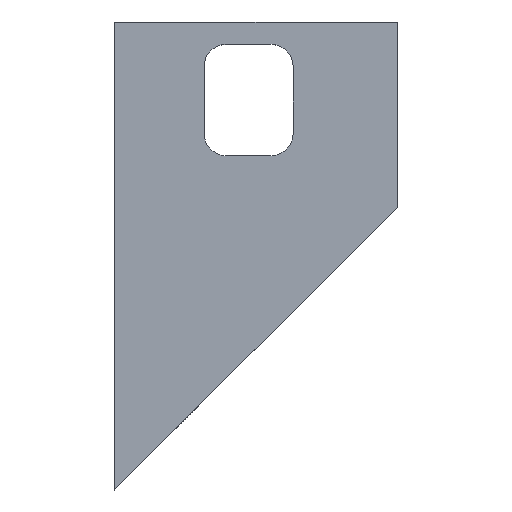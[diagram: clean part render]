
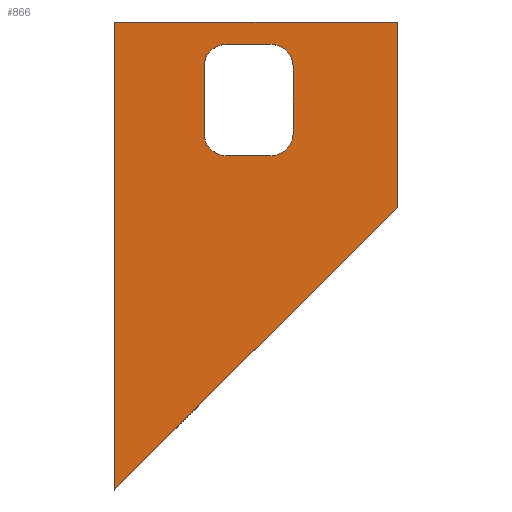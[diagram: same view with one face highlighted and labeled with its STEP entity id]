
A CAD part, top view. The second image highlights one B-rep face of the part: STEP entity #866.
In plain terms, the highlighted planar face has unit normal (0, 0, 1).
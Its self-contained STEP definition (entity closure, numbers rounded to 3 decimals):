
#11 = VECTOR ( 'NONE', #348, 1000. ) ;
#34 = CARTESIAN_POINT ( 'NONE',  ( -26., -6., 5. ) ) ;
#40 = ORIENTED_EDGE ( 'NONE', *, *, #790, .T. ) ;
#45 = DIRECTION ( 'NONE',  ( -1., 0., 0. ) ) ;
#50 = CARTESIAN_POINT ( 'NONE',  ( -17., -3., 5. ) ) ;
#58 = EDGE_CURVE ( 'NONE', #795, #542, #149, .T. ) ;
#63 = VERTEX_POINT ( 'NONE', #910 ) ;
#91 = DIRECTION ( 'NONE',  ( 0., -1., 0. ) ) ;
#110 = AXIS2_PLACEMENT_3D ( 'NONE', #961, #273, #45 ) ;
#111 = ORIENTED_EDGE ( 'NONE', *, *, #704, .T. ) ;
#119 = DIRECTION ( 'NONE',  ( 1., 0., 0. ) ) ;
#127 = DIRECTION ( 'NONE',  ( 0., 0., 1. ) ) ;
#145 = ORIENTED_EDGE ( 'NONE', *, *, #58, .T. ) ;
#148 = CARTESIAN_POINT ( 'NONE',  ( -14., -6., 5. ) ) ;
#149 = LINE ( 'NONE', #287, #475 ) ;
#179 = VECTOR ( 'NONE', #91, 1000. ) ;
#181 = DIRECTION ( 'NONE',  ( -1., 0., 0. ) ) ;
#185 = LINE ( 'NONE', #497, #326 ) ;
#197 = VERTEX_POINT ( 'NONE', #390 ) ;
#208 = LINE ( 'NONE', #148, #782 ) ;
#209 = EDGE_CURVE ( 'NONE', #673, #63, #642, .T. ) ;
#219 = ORIENTED_EDGE ( 'NONE', *, *, #529, .T. ) ;
#233 = VERTEX_POINT ( 'NONE', #792 ) ;
#236 = ORIENTED_EDGE ( 'NONE', *, *, #594, .T. ) ;
#242 = VECTOR ( 'NONE', #336, 1000. ) ;
#247 = EDGE_LOOP ( 'NONE', ( #582, #360, #911, #777 ) ) ;
#254 = CARTESIAN_POINT ( 'NONE',  ( -38., -63., 5. ) ) ;
#270 = LINE ( 'NONE', #34, #11 ) ;
#273 = DIRECTION ( 'NONE',  ( 0., 0., -1. ) ) ;
#274 = CIRCLE ( 'NONE', #110, 3. ) ;
#277 = AXIS2_PLACEMENT_3D ( 'NONE', #964, #664, #181 ) ;
#280 = VERTEX_POINT ( 'NONE', #353 ) ;
#287 = CARTESIAN_POINT ( 'NONE',  ( -17., -3., 5. ) ) ;
#294 = VERTEX_POINT ( 'NONE', #666 ) ;
#300 = DIRECTION ( 'NONE',  ( 1., 0., 0. ) ) ;
#310 = DIRECTION ( 'NONE',  ( 1., 0., 0. ) ) ;
#316 = ORIENTED_EDGE ( 'NONE', *, *, #364, .T. ) ;
#326 = VECTOR ( 'NONE', #508, 1000. ) ;
#336 = DIRECTION ( 'NONE',  ( 0.707, 0.707, 0. ) ) ;
#339 = CARTESIAN_POINT ( 'NONE',  ( -17., -15., 5. ) ) ;
#348 = DIRECTION ( 'NONE',  ( 0., 1., 0. ) ) ;
#353 = CARTESIAN_POINT ( 'NONE',  ( -23., -18., 5. ) ) ;
#360 = ORIENTED_EDGE ( 'NONE', *, *, #807, .T. ) ;
#364 = EDGE_CURVE ( 'NONE', #542, #294, #274, .T. ) ;
#366 = CARTESIAN_POINT ( 'NONE',  ( 0., 0., 5. ) ) ;
#373 = FACE_OUTER_BOUND ( 'NONE', #247, .T. ) ;
#379 = EDGE_CURVE ( 'NONE', #197, #930, #270, .T. ) ;
#384 = DIRECTION ( 'NONE',  ( 0., 0., -1. ) ) ;
#390 = CARTESIAN_POINT ( 'NONE',  ( -26., -15., 5. ) ) ;
#391 = VERTEX_POINT ( 'NONE', #430 ) ;
#430 = CARTESIAN_POINT ( 'NONE',  ( -17., -18., 5. ) ) ;
#432 = ORIENTED_EDGE ( 'NONE', *, *, #379, .T. ) ;
#435 = CIRCLE ( 'NONE', #939, 3. ) ;
#453 = VECTOR ( 'NONE', #465, 1000. ) ;
#465 = DIRECTION ( 'NONE',  ( -1., 0., 0. ) ) ;
#469 = EDGE_LOOP ( 'NONE', ( #40, #236, #111, #432, #767, #145, #316, #219 ) ) ;
#475 = VECTOR ( 'NONE', #310, 1000. ) ;
#479 = EDGE_CURVE ( 'NONE', #930, #795, #435, .T. ) ;
#497 = CARTESIAN_POINT ( 'NONE',  ( -38., 0., 5. ) ) ;
#508 = DIRECTION ( 'NONE',  ( -1., 0., 0. ) ) ;
#518 = AXIS2_PLACEMENT_3D ( 'NONE', #339, #575, #119 ) ;
#529 = EDGE_CURVE ( 'NONE', #294, #835, #208, .T. ) ;
#542 = VERTEX_POINT ( 'NONE', #50 ) ;
#560 = VERTEX_POINT ( 'NONE', #366 ) ;
#565 = CARTESIAN_POINT ( 'NONE',  ( -38., 0., 5. ) ) ;
#572 = CIRCLE ( 'NONE', #277, 3. ) ;
#575 = DIRECTION ( 'NONE',  ( 0., 0., -1. ) ) ;
#582 = ORIENTED_EDGE ( 'NONE', *, *, #744, .T. ) ;
#594 = EDGE_CURVE ( 'NONE', #391, #280, #932, .T. ) ;
#600 = AXIS2_PLACEMENT_3D ( 'NONE', #761, #127, #768 ) ;
#603 = LINE ( 'NONE', #565, #179 ) ;
#604 = DIRECTION ( 'NONE',  ( 0., -1., 0. ) ) ;
#642 = LINE ( 'NONE', #802, #242 ) ;
#664 = DIRECTION ( 'NONE',  ( 0., 0., -1. ) ) ;
#666 = CARTESIAN_POINT ( 'NONE',  ( -14., -6., 5. ) ) ;
#673 = VERTEX_POINT ( 'NONE', #254 ) ;
#699 = CIRCLE ( 'NONE', #518, 3. ) ;
#704 = EDGE_CURVE ( 'NONE', #280, #197, #572, .T. ) ;
#738 = CARTESIAN_POINT ( 'NONE',  ( -14., -15., 5. ) ) ;
#744 = EDGE_CURVE ( 'NONE', #63, #560, #819, .T. ) ;
#753 = PLANE ( 'NONE',  #600 ) ;
#761 = CARTESIAN_POINT ( 'NONE',  ( 0., 0., 5. ) ) ;
#767 = ORIENTED_EDGE ( 'NONE', *, *, #479, .T. ) ;
#768 = DIRECTION ( 'NONE',  ( 1., 0., 0. ) ) ;
#777 = ORIENTED_EDGE ( 'NONE', *, *, #209, .T. ) ;
#782 = VECTOR ( 'NONE', #604, 1000. ) ;
#790 = EDGE_CURVE ( 'NONE', #835, #391, #699, .T. ) ;
#792 = CARTESIAN_POINT ( 'NONE',  ( -38., 0., 5. ) ) ;
#795 = VERTEX_POINT ( 'NONE', #879 ) ;
#802 = CARTESIAN_POINT ( 'NONE',  ( 0., -25., 5. ) ) ;
#807 = EDGE_CURVE ( 'NONE', #560, #233, #185, .T. ) ;
#816 = DIRECTION ( 'NONE',  ( 0., 1., 0. ) ) ;
#819 = LINE ( 'NONE', #953, #858 ) ;
#835 = VERTEX_POINT ( 'NONE', #738 ) ;
#836 = FACE_BOUND ( 'NONE', #469, .T. ) ;
#837 = CARTESIAN_POINT ( 'NONE',  ( -23., -6., 5. ) ) ;
#843 = CARTESIAN_POINT ( 'NONE',  ( -26., -6., 5. ) ) ;
#858 = VECTOR ( 'NONE', #816, 1000. ) ;
#866 = ADVANCED_FACE ( 'NONE', ( #836, #373 ), #753, .T. ) ;
#879 = CARTESIAN_POINT ( 'NONE',  ( -23., -3., 5. ) ) ;
#910 = CARTESIAN_POINT ( 'NONE',  ( 0., -25., 5. ) ) ;
#911 = ORIENTED_EDGE ( 'NONE', *, *, #975, .T. ) ;
#930 = VERTEX_POINT ( 'NONE', #843 ) ;
#932 = LINE ( 'NONE', #937, #453 ) ;
#937 = CARTESIAN_POINT ( 'NONE',  ( -17., -18., 5. ) ) ;
#939 = AXIS2_PLACEMENT_3D ( 'NONE', #837, #384, #300 ) ;
#953 = CARTESIAN_POINT ( 'NONE',  ( 0., 0., 5. ) ) ;
#961 = CARTESIAN_POINT ( 'NONE',  ( -17., -6., 5. ) ) ;
#964 = CARTESIAN_POINT ( 'NONE',  ( -23., -15., 5. ) ) ;
#975 = EDGE_CURVE ( 'NONE', #233, #673, #603, .T. ) ;
